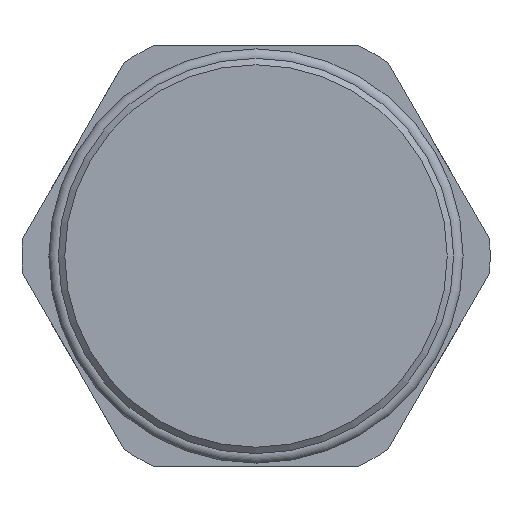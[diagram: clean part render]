
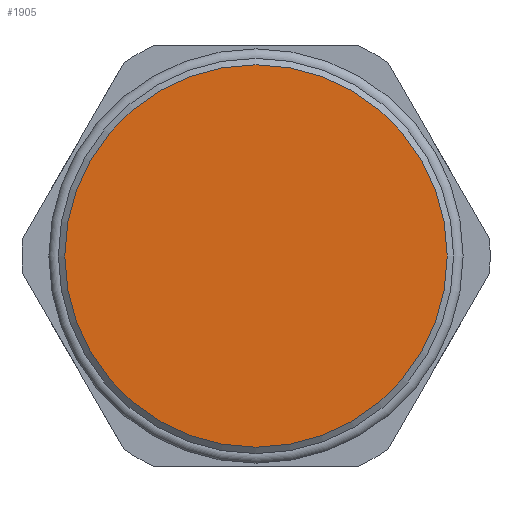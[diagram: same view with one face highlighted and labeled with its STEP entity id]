
A CAD part, front view. The second image highlights one B-rep face of the part: STEP entity #1905.
In plain terms, the highlighted planar face has unit normal (0, -1, 0).
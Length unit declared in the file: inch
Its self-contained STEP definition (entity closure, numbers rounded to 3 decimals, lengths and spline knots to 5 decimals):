
#1882=CARTESIAN_POINT('',(0.0,-0.24711,-0.89232));
#1883=VERTEX_POINT('',#1882);
#1884=CARTESIAN_POINT('',(0.0,-0.24711,0.0));
#1885=DIRECTION('',(0.0,-1.0,0.0));
#1886=DIRECTION('',(0.0,0.0,-1.0));
#1887=AXIS2_PLACEMENT_3D('',#1884,#1885,#1886);
#1888=CIRCLE('',#1887,0.89232);
#1889=EDGE_CURVE('',#1883,#1883,#1888,.T.);
#1897=CARTESIAN_POINT('',(0.0,-0.24711,-0.86939));
#1898=DIRECTION('',(0.0,-1.0,0.0));
#1899=DIRECTION('',(0.0,0.0,-1.0));
#1900=AXIS2_PLACEMENT_3D('',#1897,#1898,#1899);
#1901=PLANE('',#1900);
#1902=ORIENTED_EDGE('',*,*,#1889,.T.);
#1903=EDGE_LOOP('',(#1902));
#1904=FACE_OUTER_BOUND('',#1903,.T.);
#1905=ADVANCED_FACE('',(#1904),#1901,.T.);
